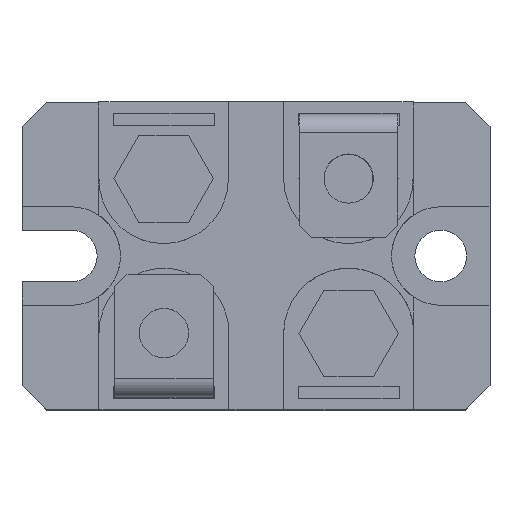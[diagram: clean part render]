
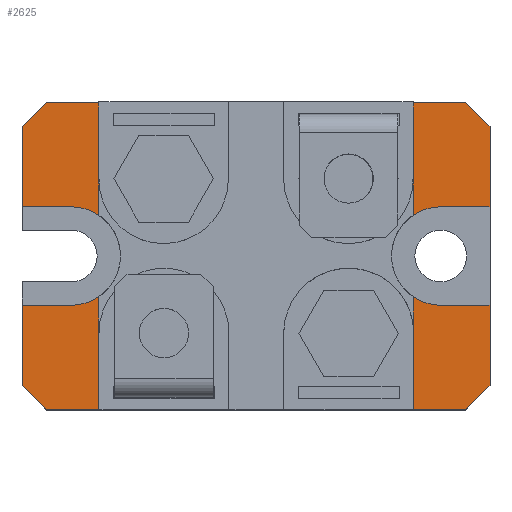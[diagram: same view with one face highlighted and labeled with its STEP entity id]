
A CAD part, top view. The second image highlights one B-rep face of the part: STEP entity #2625.
In plain terms, the highlighted planar face has unit normal (0, 0, 1).
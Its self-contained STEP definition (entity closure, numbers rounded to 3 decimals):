
#48=CIRCLE($,#2781,4.);
#50=CIRCLE($,#2791,4.);
#119=FACE_OUTER_BOUND($,#268,.T.);
#268=EDGE_LOOP($,(#1807,#1808,#1809,#1810,#1811,#1812,#1813,#1814,#1815,
#1816,#1817,#1818,#1819,#1820,#1821,#1822));
#425=LINE($,#3678,#763);
#428=LINE($,#3684,#766);
#431=LINE($,#3690,#769);
#434=LINE($,#3696,#772);
#437=LINE($,#3702,#775);
#440=LINE($,#3708,#778);
#443=LINE($,#3714,#781);
#447=LINE($,#3726,#785);
#450=LINE($,#3732,#788);
#453=LINE($,#3738,#791);
#456=LINE($,#3744,#794);
#459=LINE($,#3750,#797);
#462=LINE($,#3756,#800);
#465=LINE($,#3762,#803);
#763=VECTOR($,#2964,4.);
#766=VECTOR($,#2969,6.5);
#769=VECTOR($,#2974,2.828);
#772=VECTOR($,#2979,34.);
#775=VECTOR($,#2984,2.828);
#778=VECTOR($,#2989,6.5);
#781=VECTOR($,#2994,4.);
#785=VECTOR($,#3006,4.);
#788=VECTOR($,#3011,6.5);
#791=VECTOR($,#3016,2.828);
#794=VECTOR($,#3021,34.);
#797=VECTOR($,#3026,2.828);
#800=VECTOR($,#3031,6.5);
#803=VECTOR($,#3036,4.);
#1101=VERTEX_POINT($,#3675);
#1102=VERTEX_POINT($,#3677);
#1104=VERTEX_POINT($,#3683);
#1106=VERTEX_POINT($,#3689);
#1108=VERTEX_POINT($,#3695);
#1110=VERTEX_POINT($,#3701);
#1112=VERTEX_POINT($,#3707);
#1114=VERTEX_POINT($,#3713);
#1116=VERTEX_POINT($,#3719);
#1118=VERTEX_POINT($,#3725);
#1120=VERTEX_POINT($,#3731);
#1122=VERTEX_POINT($,#3737);
#1124=VERTEX_POINT($,#3743);
#1126=VERTEX_POINT($,#3749);
#1128=VERTEX_POINT($,#3755);
#1130=VERTEX_POINT($,#3761);
#1354=EDGE_CURVE($,#1102,#1101,#425,.T.);
#1357=EDGE_CURVE($,#1104,#1102,#428,.T.);
#1360=EDGE_CURVE($,#1106,#1104,#431,.T.);
#1363=EDGE_CURVE($,#1108,#1106,#434,.T.);
#1366=EDGE_CURVE($,#1110,#1108,#437,.T.);
#1369=EDGE_CURVE($,#1112,#1110,#440,.T.);
#1372=EDGE_CURVE($,#1114,#1112,#443,.T.);
#1375=EDGE_CURVE($,#1116,#1114,#48,.T.);
#1378=EDGE_CURVE($,#1118,#1116,#447,.T.);
#1381=EDGE_CURVE($,#1120,#1118,#450,.T.);
#1384=EDGE_CURVE($,#1122,#1120,#453,.T.);
#1387=EDGE_CURVE($,#1124,#1122,#456,.T.);
#1390=EDGE_CURVE($,#1126,#1124,#459,.T.);
#1393=EDGE_CURVE($,#1128,#1126,#462,.T.);
#1396=EDGE_CURVE($,#1130,#1128,#465,.T.);
#1399=EDGE_CURVE($,#1101,#1130,#50,.T.);
#1807=ORIENTED_EDGE($,*,*,#1399,.T.);
#1808=ORIENTED_EDGE($,*,*,#1396,.T.);
#1809=ORIENTED_EDGE($,*,*,#1393,.T.);
#1810=ORIENTED_EDGE($,*,*,#1390,.T.);
#1811=ORIENTED_EDGE($,*,*,#1387,.T.);
#1812=ORIENTED_EDGE($,*,*,#1384,.T.);
#1813=ORIENTED_EDGE($,*,*,#1381,.T.);
#1814=ORIENTED_EDGE($,*,*,#1378,.T.);
#1815=ORIENTED_EDGE($,*,*,#1375,.T.);
#1816=ORIENTED_EDGE($,*,*,#1372,.T.);
#1817=ORIENTED_EDGE($,*,*,#1369,.T.);
#1818=ORIENTED_EDGE($,*,*,#1366,.T.);
#1819=ORIENTED_EDGE($,*,*,#1363,.T.);
#1820=ORIENTED_EDGE($,*,*,#1360,.T.);
#1821=ORIENTED_EDGE($,*,*,#1357,.T.);
#1822=ORIENTED_EDGE($,*,*,#1354,.T.);
#2492=PLANE($,#2793);
#2625=ADVANCED_FACE($,(#119),#2492,.T.);
#2781=AXIS2_PLACEMENT_3D($,#3720,#3000,#3001);
#2791=AXIS2_PLACEMENT_3D($,#3766,#3042,#3043);
#2793=AXIS2_PLACEMENT_3D($,#3768,#3046,#3047);
#2964=DIRECTION($,(-1.,0.,0.));
#2969=DIRECTION($,(0.,1.,0.));
#2974=DIRECTION($,(0.707,0.707,0.));
#2979=DIRECTION($,(1.,0.,0.));
#2984=DIRECTION($,(0.707,-0.707,0.));
#2989=DIRECTION($,(0.,-1.,0.));
#2994=DIRECTION($,(-1.,0.,0.));
#3000=DIRECTION('center_axis',(0.,0.,-1.));
#3001=DIRECTION('ref_axis',(0.,-1.,0.));
#3006=DIRECTION($,(1.,0.,0.));
#3011=DIRECTION($,(0.,-1.,0.));
#3016=DIRECTION($,(-0.707,-0.707,0.));
#3021=DIRECTION($,(-1.,0.,0.));
#3026=DIRECTION($,(-0.707,0.707,0.));
#3031=DIRECTION($,(0.,1.,0.));
#3036=DIRECTION($,(1.,0.,0.));
#3042=DIRECTION('center_axis',(0.,0.,-1.));
#3043=DIRECTION('ref_axis',(0.,1.,0.));
#3046=DIRECTION('center_axis',(0.,0.,1.));
#3047=DIRECTION('ref_axis',(1.,0.,0.));
#3675=CARTESIAN_POINT('',(15.,-4.,4.));
#3677=CARTESIAN_POINT('',(19.,-4.,4.));
#3678=CARTESIAN_POINT($,(15.,-4.,4.));
#3683=CARTESIAN_POINT('',(19.,-10.5,4.));
#3684=CARTESIAN_POINT($,(19.,-4.,4.));
#3689=CARTESIAN_POINT('',(17.,-12.5,4.));
#3690=CARTESIAN_POINT($,(19.,-10.5,4.));
#3695=CARTESIAN_POINT('',(-17.,-12.5,4.));
#3696=CARTESIAN_POINT($,(17.,-12.5,4.));
#3701=CARTESIAN_POINT('',(-19.,-10.5,4.));
#3702=CARTESIAN_POINT($,(-17.,-12.5,4.));
#3707=CARTESIAN_POINT('',(-19.,-4.,4.));
#3708=CARTESIAN_POINT($,(-19.,-10.5,4.));
#3713=CARTESIAN_POINT('',(-15.,-4.,4.));
#3714=CARTESIAN_POINT($,(-19.,-4.,4.));
#3719=CARTESIAN_POINT('',(-15.,4.,4.));
#3720=CARTESIAN_POINT('Origin',(-15.,0.,4.));
#3725=CARTESIAN_POINT('',(-19.,4.,4.));
#3726=CARTESIAN_POINT($,(-15.,4.,4.));
#3731=CARTESIAN_POINT('',(-19.,10.5,4.));
#3732=CARTESIAN_POINT($,(-19.,4.,4.));
#3737=CARTESIAN_POINT('',(-17.,12.5,4.));
#3738=CARTESIAN_POINT($,(-19.,10.5,4.));
#3743=CARTESIAN_POINT('',(17.,12.5,4.));
#3744=CARTESIAN_POINT($,(-17.,12.5,4.));
#3749=CARTESIAN_POINT('',(19.,10.5,4.));
#3750=CARTESIAN_POINT($,(17.,12.5,4.));
#3755=CARTESIAN_POINT('',(19.,4.,4.));
#3756=CARTESIAN_POINT($,(19.,10.5,4.));
#3761=CARTESIAN_POINT('',(15.,4.,4.));
#3762=CARTESIAN_POINT($,(19.,4.,4.));
#3766=CARTESIAN_POINT('Origin',(15.,0.,4.));
#3768=CARTESIAN_POINT('Origin',(0.,0.,
4.));
